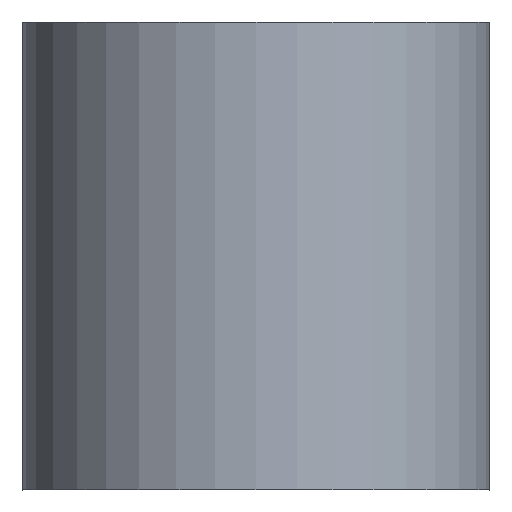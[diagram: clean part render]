
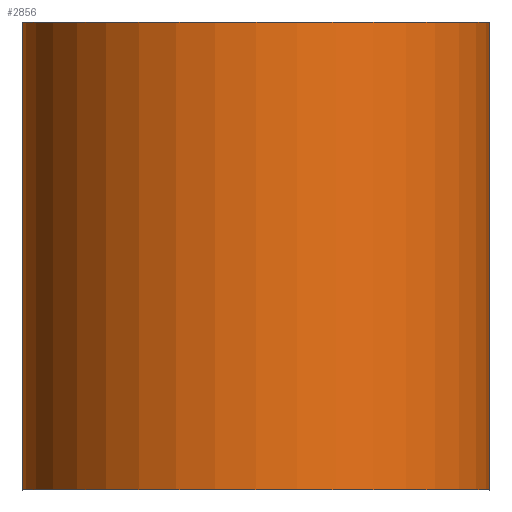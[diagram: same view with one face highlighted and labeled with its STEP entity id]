
A CAD part, left-side view. The second image highlights one B-rep face of the part: STEP entity #2856.
In plain terms, the highlighted cylindrical face has radius 12.5 mm (diameter 25 mm), a partial arc.
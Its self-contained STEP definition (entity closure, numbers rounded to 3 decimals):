
#1129=CARTESIAN_POINT('',(0.,12.5,0.0));
#1130=VERTEX_POINT('',#1129);
#1137=CARTESIAN_POINT('',(0.,12.5,25.0));
#1138=VERTEX_POINT('',#1137);
#1139=CARTESIAN_POINT('',(0.,12.5,0.0));
#1140=DIRECTION('',(0.0,0.0,1.0));
#1141=VECTOR('',#1140,25.0);
#1142=LINE('',#1139,#1141);
#1143=EDGE_CURVE('',#1130,#1138,#1142,.T.);
#1371=CARTESIAN_POINT('',(0.,-12.5,25.0));
#1372=VERTEX_POINT('',#1371);
#1379=CARTESIAN_POINT('',(0.,-12.5,0.0));
#1380=VERTEX_POINT('',#1379);
#1381=CARTESIAN_POINT('',(0.,-12.5,0.0));
#1382=DIRECTION('',(0.0,0.0,1.0));
#1383=VECTOR('',#1382,25.0);
#1384=LINE('',#1381,#1383);
#1385=EDGE_CURVE('',#1380,#1372,#1384,.T.);
#2140=CARTESIAN_POINT('',(0.0,0.0,0.0));
#2141=DIRECTION('',(0.0,0.0,-1.0));
#2142=DIRECTION('',(0.0,-1.0,0.0));
#2143=AXIS2_PLACEMENT_3D('',#2140,#2141,#2142);
#2144=CIRCLE('',#2143,12.5);
#2145=EDGE_CURVE('',#1380,#1130,#2144,.T.);
#2206=CARTESIAN_POINT('',(0.0,0.0,25.0));
#2207=DIRECTION('',(0.0,0.0,1.0));
#2208=DIRECTION('',(0.0,-1.0,0.0));
#2209=AXIS2_PLACEMENT_3D('',#2206,#2207,#2208);
#2210=CIRCLE('',#2209,12.5);
#2211=EDGE_CURVE('',#1138,#1372,#2210,.T.);
#2845=CARTESIAN_POINT('',(0.0,0.0,0.0));
#2846=DIRECTION('',(0.0,0.0,1.0));
#2847=DIRECTION('',(0.0,-1.0,0.0));
#2848=AXIS2_PLACEMENT_3D('',#2845,#2846,#2847);
#2849=CYLINDRICAL_SURFACE('',#2848,12.5);
#2850=ORIENTED_EDGE('',*,*,#2145,.F.);
#2851=ORIENTED_EDGE('',*,*,#1385,.T.);
#2852=ORIENTED_EDGE('',*,*,#2211,.F.);
#2853=ORIENTED_EDGE('',*,*,#1143,.F.);
#2854=EDGE_LOOP('',(#2850,#2851,#2852,#2853));
#2855=FACE_OUTER_BOUND('',#2854,.T.);
#2856=ADVANCED_FACE('',(#2855),#2849,.T.);
